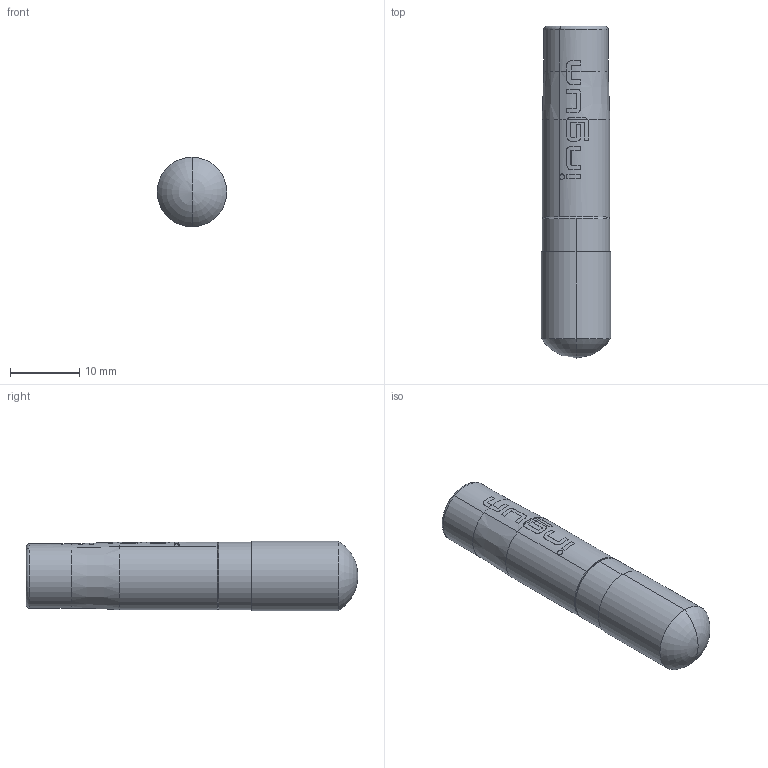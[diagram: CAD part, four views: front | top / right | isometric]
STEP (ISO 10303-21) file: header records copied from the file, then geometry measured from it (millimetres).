
FILE_DESCRIPTION (( 'STEP AP203' ), '1' );
FILE_NAME ('INGUN_DW-S.STEP', '2021-10-19T09:06:27', ( 'ochi' ), ( '' ), 'SwSTEP 2.0', 'SolidWorks 2018', '' );
FILE_SCHEMA (( 'CONFIG_CONTROL_DESIGN' ));
Length unit declared in the file: millimetre
Products named in the file (1): INGUN_DW-S
Bounding box: 10 x 47.8 x 10 mm (x, y, z)
Volume: 3040 mm3; surface area: 1828 mm2
Topology: 1 solids, 1 shells, 101 faces, 262 edges, 166 vertices
Faces by surface type: bspline 66, cylinder 13, cone 9, plane 9, torus 4
Entity records: 5546 total; most frequent: CARTESIAN_POINT 3605, ORIENTED_EDGE 516, EDGE_CURVE 258, B_SPLINE_CURVE_WITH_KNOTS 204, VERTEX_POINT 166, DIRECTION 154, EDGE_LOOP 108, FACE_OUTER_BOUND 101
